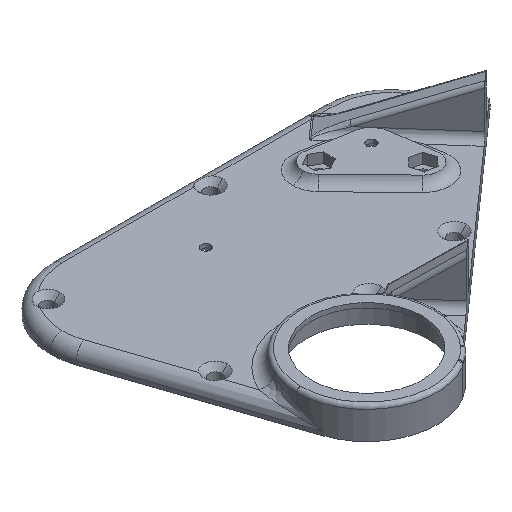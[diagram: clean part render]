
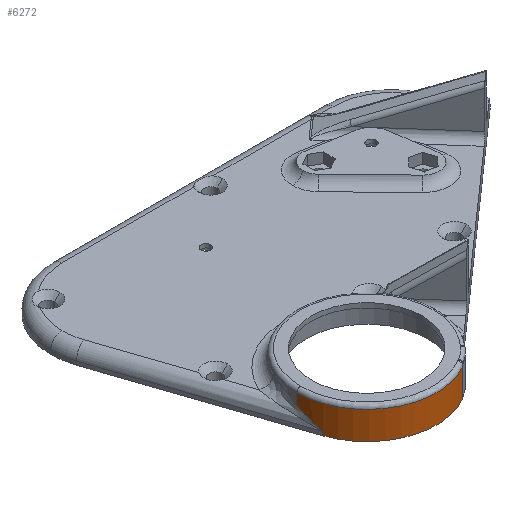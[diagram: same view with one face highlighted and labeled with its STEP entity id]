
A CAD part, isometric view. The second image highlights one B-rep face of the part: STEP entity #6272.
In plain terms, the highlighted cylindrical face has radius 18.55 mm (diameter 37.1 mm), a partial arc.
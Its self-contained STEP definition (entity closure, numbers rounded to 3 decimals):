
#62 = EDGE_CURVE ( 'NONE', #3893, #7577, #2516, .T. ) ;
#733 = VERTEX_POINT ( 'NONE', #8074 ) ;
#892 = B_SPLINE_CURVE_WITH_KNOTS ( 'NONE', 3,
 ( #3677, #2996, #2384, #4264, #1094, #1725, #1768, #1138, #6106, #5414, #5497, #3640 ),
 .UNSPECIFIED., .F., .F.,
 ( 4, 2, 2, 2, 2, 4 ),
 ( 0.009, 0.01, 0.012, 0.014, 0.015, 0.016 ),
 .UNSPECIFIED. ) ;
#1057 = CARTESIAN_POINT ( 'NONE',  ( -6.145, -48.8, 23.4 ) ) ;
#1094 = CARTESIAN_POINT ( 'NONE',  ( -24.527, -51.342, 19.099 ) ) ;
#1138 = CARTESIAN_POINT ( 'NONE',  ( -24.083, -53.536, 17.76 ) ) ;
#1142 = DIRECTION ( 'NONE',  ( -1., 0., 0. ) ) ;
#1361 = EDGE_CURVE ( 'NONE', #8143, #2288, #5953, .T. ) ;
#1398 = DIRECTION ( 'NONE',  ( 0., 0., -1. ) ) ;
#1421 = VECTOR ( 'NONE', #3855, 1000. ) ;
#1491 = EDGE_CURVE ( 'NONE', #2288, #4294, #6849, .T. ) ;
#1688 = CARTESIAN_POINT ( 'NONE',  ( -6.145, -48.8, 1.51 ) ) ;
#1725 = CARTESIAN_POINT ( 'NONE',  ( -24.364, -52.327, 18.51 ) ) ;
#1768 = CARTESIAN_POINT ( 'NONE',  ( -24.263, -52.814, 18.211 ) ) ;
#1835 = ORIENTED_EDGE ( 'NONE', *, *, #62, .T. ) ;
#1946 = AXIS2_PLACEMENT_3D ( 'NONE', #1688, #2467, #1142 ) ;
#2288 = VERTEX_POINT ( 'NONE', #2455 ) ;
#2384 = CARTESIAN_POINT ( 'NONE',  ( -24.674, -49.832, 19.957 ) ) ;
#2455 = CARTESIAN_POINT ( 'NONE',  ( -24.695, -48.8, 23.4 ) ) ;
#2467 = DIRECTION ( 'NONE',  ( 0., 0., -1. ) ) ;
#2502 = ORIENTED_EDGE ( 'NONE', *, *, #4870, .F. ) ;
#2516 = LINE ( 'NONE', #3815, #6052 ) ;
#2528 = ORIENTED_EDGE ( 'NONE', *, *, #1361, .T. ) ;
#2681 = DIRECTION ( 'NONE',  ( 0., 0., -1. ) ) ;
#2792 = EDGE_CURVE ( 'NONE', #4294, #3893, #892, .T. ) ;
#2996 = CARTESIAN_POINT ( 'NONE',  ( -24.695, -49.317, 20.236 ) ) ;
#3370 = AXIS2_PLACEMENT_3D ( 'NONE', #4706, #4175, #4099 ) ;
#3568 = DIRECTION ( 'NONE',  ( 1., 0., 0. ) ) ;
#3640 = CARTESIAN_POINT ( 'NONE',  ( -23.724, -54.724, 17. ) ) ;
#3677 = CARTESIAN_POINT ( 'NONE',  ( -24.695, -48.8, 20.503 ) ) ;
#3752 = CIRCLE ( 'NONE', #3370, 18.55 ) ;
#3815 = CARTESIAN_POINT ( 'NONE',  ( -23.724, -54.724, 1.51 ) ) ;
#3855 = DIRECTION ( 'NONE',  ( 0., 0., -1. ) ) ;
#3893 = VERTEX_POINT ( 'NONE', #4303 ) ;
#3986 = LINE ( 'NONE', #6488, #6085 ) ;
#4099 = DIRECTION ( 'NONE',  ( 1., 0., 0. ) ) ;
#4175 = DIRECTION ( 'NONE',  ( 0., 0., 1. ) ) ;
#4202 = CARTESIAN_POINT ( 'NONE',  ( -23.724, -54.724, 16. ) ) ;
#4264 = CARTESIAN_POINT ( 'NONE',  ( -24.59, -50.844, 19.389 ) ) ;
#4294 = VERTEX_POINT ( 'NONE', #4401 ) ;
#4303 = CARTESIAN_POINT ( 'NONE',  ( -23.724, -54.724, 17. ) ) ;
#4365 = ORIENTED_EDGE ( 'NONE', *, *, #6585, .T. ) ;
#4401 = CARTESIAN_POINT ( 'NONE',  ( -24.695, -48.8, 20.503 ) ) ;
#4706 = CARTESIAN_POINT ( 'NONE',  ( -6.145, -48.8, 16. ) ) ;
#4792 = FACE_OUTER_BOUND ( 'NONE', #6123, .T. ) ;
#4813 = ORIENTED_EDGE ( 'NONE', *, *, #2792, .T. ) ;
#4870 = EDGE_CURVE ( 'NONE', #8143, #733, #3986, .T. ) ;
#5414 = CARTESIAN_POINT ( 'NONE',  ( -23.878, -54.251, 17.305 ) ) ;
#5492 = ORIENTED_EDGE ( 'NONE', *, *, #1491, .T. ) ;
#5497 = CARTESIAN_POINT ( 'NONE',  ( -23.803, -54.49, 17.151 ) ) ;
#5705 = CARTESIAN_POINT ( 'NONE',  ( 3.349, -64.737, 23.4 ) ) ;
#5953 = CIRCLE ( 'NONE', #7005, 18.55 ) ;
#6032 = DIRECTION ( 'NONE',  ( 0., 0., -1. ) ) ;
#6052 = VECTOR ( 'NONE', #1398, 1000. ) ;
#6085 = VECTOR ( 'NONE', #2681, 1000. ) ;
#6106 = CARTESIAN_POINT ( 'NONE',  ( -24.018, -53.775, 17.608 ) ) ;
#6123 = EDGE_LOOP ( 'NONE', ( #2528, #5492, #4813, #1835, #4365, #2502 ) ) ;
#6272 = ADVANCED_FACE ( 'NONE', ( #4792 ), #7311, .T. ) ;
#6488 = CARTESIAN_POINT ( 'NONE',  ( 3.349, -64.737, 1.51 ) ) ;
#6585 = EDGE_CURVE ( 'NONE', #7577, #733, #3752, .T. ) ;
#6849 = LINE ( 'NONE', #7641, #1421 ) ;
#7005 = AXIS2_PLACEMENT_3D ( 'NONE', #1057, #6032, #3568 ) ;
#7311 = CYLINDRICAL_SURFACE ( 'NONE', #1946, 18.55 ) ;
#7577 = VERTEX_POINT ( 'NONE', #4202 ) ;
#7641 = CARTESIAN_POINT ( 'NONE',  ( -24.695, -48.8, 1.51 ) ) ;
#8074 = CARTESIAN_POINT ( 'NONE',  ( 3.349, -64.737, 16. ) ) ;
#8143 = VERTEX_POINT ( 'NONE', #5705 ) ;
